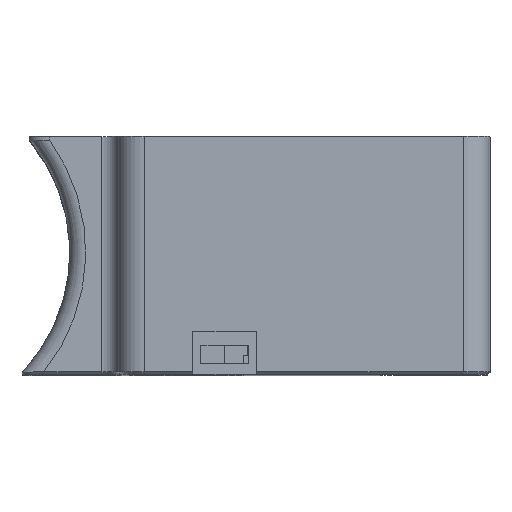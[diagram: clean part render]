
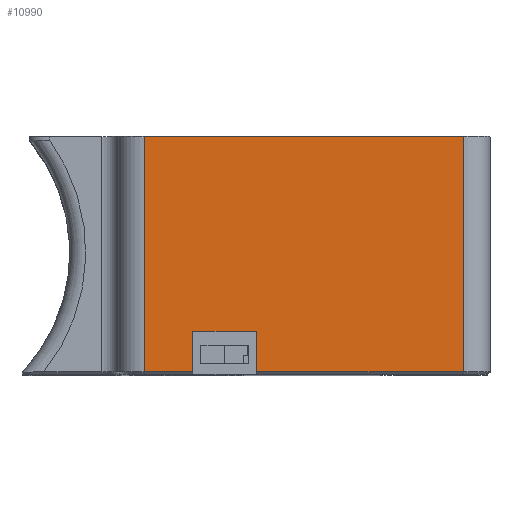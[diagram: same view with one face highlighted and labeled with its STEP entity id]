
A CAD part, top view. The second image highlights one B-rep face of the part: STEP entity #10990.
In plain terms, the highlighted planar face has unit normal (0, 0, 1).
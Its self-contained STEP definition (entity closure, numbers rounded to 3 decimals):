
#361=LINE('',#15891,#1653);
#990=LINE('',#17497,#2282);
#1094=LINE('',#17714,#2386);
#1095=LINE('',#17717,#2387);
#1236=LINE('',#18023,#2528);
#1237=LINE('',#18025,#2529);
#1238=LINE('',#18027,#2530);
#1239=LINE('',#18028,#2531);
#1653=VECTOR('',#12308,10.);
#2282=VECTOR('',#13609,10.);
#2386=VECTOR('',#13779,10.);
#2387=VECTOR('',#13782,10.);
#2528=VECTOR('',#14103,10.);
#2529=VECTOR('',#14106,10.);
#2530=VECTOR('',#14107,10.);
#2531=VECTOR('',#14108,10.);
#3107=PLANE('',#11731);
#3593=FACE_OUTER_BOUND('',#4210,.T.);
#4210=EDGE_LOOP('',(#9503,#9504,#9505,#9506,#9507,#9508,#9509,#9510));
#4944=VERTEX_POINT('',#15888);
#4945=VERTEX_POINT('',#15890);
#5460=VERTEX_POINT('',#17494);
#5461=VERTEX_POINT('',#17496);
#5541=VERTEX_POINT('',#17712);
#5542=VERTEX_POINT('',#17716);
#5593=VERTEX_POINT('',#17911);
#5612=VERTEX_POINT('',#18026);
#6004=EDGE_CURVE('',#4944,#4945,#361,.T.);
#6746=EDGE_CURVE('',#5461,#5460,#990,.T.);
#6858=EDGE_CURVE('',#5460,#5541,#1094,.T.);
#6859=EDGE_CURVE('',#5542,#5461,#1095,.T.);
#7011=EDGE_CURVE('',#4945,#5593,#1236,.T.);
#7012=EDGE_CURVE('',#5593,#5541,#1237,.T.);
#7013=EDGE_CURVE('',#5612,#4944,#1238,.T.);
#7014=EDGE_CURVE('',#5542,#5612,#1239,.T.);
#9503=ORIENTED_EDGE('',*,*,#7012,.F.);
#9504=ORIENTED_EDGE('',*,*,#7011,.F.);
#9505=ORIENTED_EDGE('',*,*,#6004,.F.);
#9506=ORIENTED_EDGE('',*,*,#7013,.F.);
#9507=ORIENTED_EDGE('',*,*,#7014,.F.);
#9508=ORIENTED_EDGE('',*,*,#6859,.T.);
#9509=ORIENTED_EDGE('',*,*,#6746,.T.);
#9510=ORIENTED_EDGE('',*,*,#6858,.T.);
#10990=ADVANCED_FACE('',(#3593),#3107,.T.);
#11731=AXIS2_PLACEMENT_3D('',#18024,#14104,#14105);
#12308=DIRECTION('',(1.,0.,0.));
#13609=DIRECTION('',(1.,0.,0.));
#13779=DIRECTION('',(0.,-1.,0.));
#13782=DIRECTION('',(0.,1.,0.));
#14103=DIRECTION('',(0.,-1.,0.));
#14104=DIRECTION('center_axis',(0.,0.,1.));
#14105=DIRECTION('ref_axis',(-1.,0.,0.));
#14106=DIRECTION('',(-1.,0.,0.));
#14107=DIRECTION('',(0.,1.,0.));
#14108=DIRECTION('',(-1.,0.,0.));
#15888=CARTESIAN_POINT('',(5.,42.75,127.5));
#15890=CARTESIAN_POINT('',(65.,42.75,127.5));
#15891=CARTESIAN_POINT('',(42.5,42.75,127.5));
#17494=CARTESIAN_POINT('',(26.104,6.147,127.5));
#17496=CARTESIAN_POINT('',(14.104,6.147,127.5));
#17497=CARTESIAN_POINT('',(28.302,6.147,127.5));
#17712=CARTESIAN_POINT('',(26.104,-1.5,127.5));
#17714=CARTESIAN_POINT('',(26.104,3.073,127.5));
#17716=CARTESIAN_POINT('',(14.104,-1.5,127.5));
#17717=CARTESIAN_POINT('',(14.104,-1.027,127.5));
#17911=CARTESIAN_POINT('',(65.,-1.5,127.5));
#18023=CARTESIAN_POINT('',(65.,0.,127.5));
#18024=CARTESIAN_POINT('Origin',(42.5,0.,127.5));
#18025=CARTESIAN_POINT('',(38.75,-1.5,127.5));
#18026=CARTESIAN_POINT('',(5.,-1.5,127.5));
#18027=CARTESIAN_POINT('',(5.,0.,127.5));
#18028=CARTESIAN_POINT('',(38.75,-1.5,127.5));
